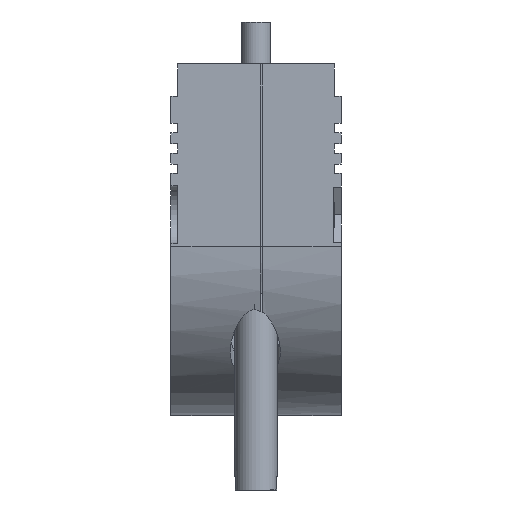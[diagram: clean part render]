
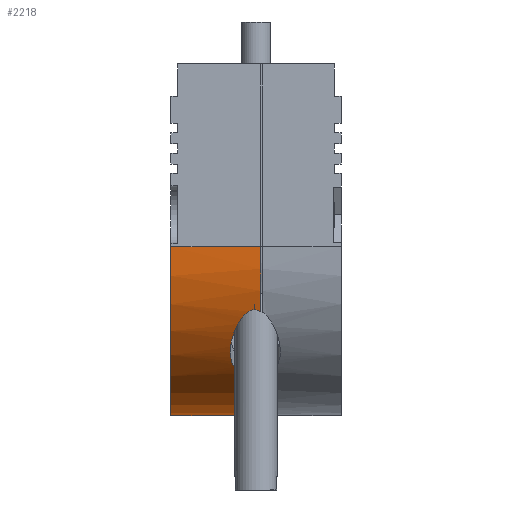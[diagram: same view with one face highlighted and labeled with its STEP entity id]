
A CAD part, left-side view. The second image highlights one B-rep face of the part: STEP entity #2218.
In plain terms, the highlighted cylindrical face has radius 15.875 mm (diameter 31.75 mm), a partial arc.
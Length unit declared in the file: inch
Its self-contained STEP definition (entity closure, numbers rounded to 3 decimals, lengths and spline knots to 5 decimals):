
#194 = FACE_OUTER_BOUND ( 'NONE', #5860, .T. ) ;
#224 = CARTESIAN_POINT ( 'NONE',  ( 0.625, 0., -1.3 ) ) ;
#227 = CARTESIAN_POINT ( 'NONE',  ( 0.04758, 0.04254, -0.9142 ) ) ;
#347 = CARTESIAN_POINT ( 'NONE',  ( 0.20577, 0.0812, -1.13865 ) ) ;
#404 = CARTESIAN_POINT ( 'NONE',  ( 0.13279, 0.11348, -1.06051 ) ) ;
#405 = CARTESIAN_POINT ( 'NONE',  ( 0.22251, 0., -1.15315 ) ) ;
#433 = CIRCLE ( 'NONE', #8556, 0.625 ) ;
#475 = CARTESIAN_POINT ( 'NONE',  ( 0.16413, 0.10852, -1.09723 ) ) ;
#644 = CARTESIAN_POINT ( 'NONE',  ( 0.0455, 0.0271, -0.9091 ) ) ;
#923 = CIRCLE ( 'NONE', #3169, 0.625 ) ;
#941 = VERTEX_POINT ( 'NONE', #1233 ) ;
#1233 = CARTESIAN_POINT ( 'NONE',  ( 0.0455, 0.023, -0.9091 ) ) ;
#1425 = ORIENTED_EDGE ( 'NONE', *, *, #10119, .T. ) ;
#1551 = EDGE_CURVE ( 'NONE', #2991, #3669, #3717, .T. ) ;
#1580 = EDGE_CURVE ( 'Edge18', #1707, #4758, #923, .T. ) ;
#1612 = DIRECTION ( 'NONE',  ( 0., 1., 0. ) ) ;
#1707 = VERTEX_POINT ( 'NONE', #7140 ) ;
#2008 = CARTESIAN_POINT ( 'NONE',  ( 0.17482, 0.10416, -1.10862 ) ) ;
#2113 = CARTESIAN_POINT ( 'NONE',  ( 0.08818, 0.0997, -0.99516 ) ) ;
#2178 = CARTESIAN_POINT ( 'NONE',  ( 0.09222, 0.10204, -1.00184 ) ) ;
#2218 = ADVANCED_FACE ( 'Face4', ( #194 ), #4627, .T. ) ;
#2360 = CARTESIAN_POINT ( 'NONE',  ( 0., 0.3325, -0.675 ) ) ;
#2506 = DIRECTION ( 'NONE',  ( 0., 0., 1. ) ) ;
#2579 = VERTEX_POINT ( 'NONE', #2759 ) ;
#2620 = AXIS2_PLACEMENT_3D ( 'NONE', #10940, #6405, #10883 ) ;
#2759 = CARTESIAN_POINT ( 'NONE',  ( 0.04849, 0., -0.91637 ) ) ;
#2939 = ORIENTED_EDGE ( 'NONE', *, *, #5563, .T. ) ;
#2991 = VERTEX_POINT ( 'NONE', #405 ) ;
#3059 = CARTESIAN_POINT ( 'NONE',  ( 0.06678, 0.08134, -0.95618 ) ) ;
#3169 = AXIS2_PLACEMENT_3D ( 'NONE', #9816, #1612, #9638 ) ;
#3210 = CARTESIAN_POINT ( 'NONE',  ( 0.625, 0., -0.675 ) ) ;
#3327 = CARTESIAN_POINT ( 'NONE',  ( 0.0455, 0.01888, -0.9091 ) ) ;
#3329 = DIRECTION ( 'NONE',  ( 0., 1., 0. ) ) ;
#3421 = DIRECTION ( 'NONE',  ( 0., 1., 0. ) ) ;
#3637 = LINE ( 'NONE', #9627, #5178 ) ;
#3669 = VERTEX_POINT ( 'NONE', #9372 ) ;
#3717 = B_SPLINE_CURVE_WITH_KNOTS ( 'NONE', 3,
 ( #9754, #5191, #7883, #8066 ),
 .UNSPECIFIED., .F., .F.,
 ( 4, 4 ),
 ( 0., 0.00059 ),
 .UNSPECIFIED. ) ;
#3829 = CARTESIAN_POINT ( 'NONE',  ( 0.19578, 0.09098, -1.12954 ) ) ;
#3839 = B_SPLINE_CURVE_WITH_KNOTS ( 'NONE', 3,
 ( #9439, #6792, #4069, #5832, #8447, #347, #3829, #6671, #2008, #475, #6613, #4715, #404, #4000, #4880, #2178, #2113, #8338, #3949, #11143, #3059, #10269, #5769, #7456, #8566, #227, #11207, #10382, #644, #5231 ),
 .UNSPECIFIED., .F., .F.,
 ( 4, 2, 2, 2, 2, 2, 2, 2, 2, 2, 2, 2, 2, 2, 4 ),
 ( 0.00059, 0.00121, 0.00183, 0.00306, 0.00368, 0.0043, 0.00553, 0.00677, 0.00738, 0.008, 0.00862, 0.00924, 0.00985, 0.01016, 0.01047 ),
 .UNSPECIFIED. ) ;
#3949 = CARTESIAN_POINT ( 'NONE',  ( 0.07691, 0.09148, -0.97545 ) ) ;
#4000 = CARTESIAN_POINT ( 'NONE',  ( 0.11368, 0.11085, -1.03476 ) ) ;
#4069 = CARTESIAN_POINT ( 'NONE',  ( 0.22439, 0.03921, -1.15473 ) ) ;
#4089 = ORIENTED_EDGE ( 'NONE', *, *, #4352, .T. ) ;
#4334 = CARTESIAN_POINT ( 'NONE',  ( 0.04759, 0.00342, -0.91421 ) ) ;
#4352 = EDGE_CURVE ( 'NONE', #4452, #2991, #11345, .T. ) ;
#4452 = VERTEX_POINT ( 'NONE', #224 ) ;
#4627 = CYLINDRICAL_SURFACE ( 'NONE', #2620, 0.625 ) ;
#4715 = CARTESIAN_POINT ( 'NONE',  ( 0.1431, 0.11331, -1.07331 ) ) ;
#4758 = VERTEX_POINT ( 'NONE', #2360 ) ;
#4854 = EDGE_CURVE ( 'NONE', #4758, #5008, #8926, .T. ) ;
#4880 = CARTESIAN_POINT ( 'NONE',  ( 0.10474, 0.10809, -1.02171 ) ) ;
#5003 = ORIENTED_EDGE ( 'NONE', *, *, #8695, .T. ) ;
#5008 = VERTEX_POINT ( 'NONE', #7683 ) ;
#5178 = VECTOR ( 'NONE', #8201, 39.37008 ) ;
#5191 = CARTESIAN_POINT ( 'NONE',  ( 0.22448, 0.00745, -1.15481 ) ) ;
#5231 = CARTESIAN_POINT ( 'NONE',  ( 0.0455, 0.023, -0.9091 ) ) ;
#5484 = ORIENTED_EDGE ( 'NONE', *, *, #1580, .F. ) ;
#5563 = EDGE_CURVE ( 'NONE', #2579, #5008, #433, .T. ) ;
#5769 = CARTESIAN_POINT ( 'NONE',  ( 0.0578, 0.06879, -0.93759 ) ) ;
#5832 = CARTESIAN_POINT ( 'NONE',  ( 0.22013, 0.05466, -1.15114 ) ) ;
#5860 = EDGE_LOOP ( 'NONE', ( #4089, #10328, #11377, #1425, #2939, #9330, #5484, #5003 ) ) ;
#6261 = CARTESIAN_POINT ( 'NONE',  ( 0., 0.3325, -0.675 ) ) ;
#6405 = DIRECTION ( 'NONE',  ( 0., -1., 0. ) ) ;
#6613 = CARTESIAN_POINT ( 'NONE',  ( 0.15882, 0.11009, -1.09137 ) ) ;
#6664 = CARTESIAN_POINT ( 'NONE',  ( 0.0455, 0.023, -0.9091 ) ) ;
#6671 = CARTESIAN_POINT ( 'NONE',  ( 0.18021, 0.10136, -1.11414 ) ) ;
#6792 = CARTESIAN_POINT ( 'NONE',  ( 0.2255, 0.03121, -1.15565 ) ) ;
#6943 = CARTESIAN_POINT ( 'NONE',  ( 0.04849, 0., -0.91637 ) ) ;
#7140 = CARTESIAN_POINT ( 'NONE',  ( 0.625, 0.3325, -1.3 ) ) ;
#7456 = CARTESIAN_POINT ( 'NONE',  ( 0.05257, 0.05845, -0.92598 ) ) ;
#7562 = CARTESIAN_POINT ( 'NONE',  ( 0.04684, 0.00702, -0.91241 ) ) ;
#7594 = AXIS2_PLACEMENT_3D ( 'NONE', #9688, #3421, #8930 ) ;
#7630 = B_SPLINE_CURVE_WITH_KNOTS ( 'NONE', 3,
 ( #6664, #3327, #11530, #7562, #4334, #6943 ),
 .UNSPECIFIED., .F., .F.,
 ( 4, 2, 4 ),
 ( 0.01047, 0.01078, 0.01109 ),
 .UNSPECIFIED. ) ;
#7683 = CARTESIAN_POINT ( 'NONE',  ( 0., 0., -0.675 ) ) ;
#7883 = CARTESIAN_POINT ( 'NONE',  ( 0.2255, 0.01512, -1.15565 ) ) ;
#8066 = CARTESIAN_POINT ( 'NONE',  ( 0.2255, 0.023, -1.15565 ) ) ;
#8107 = DIRECTION ( 'NONE',  ( 0., -1., 0. ) ) ;
#8201 = DIRECTION ( 'NONE',  ( 0., -1., 0. ) ) ;
#8338 = CARTESIAN_POINT ( 'NONE',  ( 0.08053, 0.09442, -0.98198 ) ) ;
#8447 = CARTESIAN_POINT ( 'NONE',  ( 0.21708, 0.06175, -1.14855 ) ) ;
#8541 = VECTOR ( 'NONE', #8107, 39.37008 ) ;
#8556 = AXIS2_PLACEMENT_3D ( 'NONE', #3210, #3329, #2506 ) ;
#8566 = CARTESIAN_POINT ( 'NONE',  ( 0.05023, 0.05263, -0.92054 ) ) ;
#8695 = EDGE_CURVE ( 'Edge52', #1707, #4452, #3637, .T. ) ;
#8926 = LINE ( 'NONE', #6261, #8541 ) ;
#8930 = DIRECTION ( 'NONE',  ( 0., 0., 1. ) ) ;
#9330 = ORIENTED_EDGE ( 'NONE', *, *, #4854, .F. ) ;
#9372 = CARTESIAN_POINT ( 'NONE',  ( 0.2255, 0.023, -1.15565 ) ) ;
#9439 = CARTESIAN_POINT ( 'NONE',  ( 0.2255, 0.023, -1.15565 ) ) ;
#9627 = CARTESIAN_POINT ( 'NONE',  ( 0.625, 0.3325, -1.3 ) ) ;
#9638 = DIRECTION ( 'NONE',  ( 0., 0., 1. ) ) ;
#9688 = CARTESIAN_POINT ( 'NONE',  ( 0.625, 0., -0.675 ) ) ;
#9754 = CARTESIAN_POINT ( 'NONE',  ( 0.22251, 0., -1.15315 ) ) ;
#9816 = CARTESIAN_POINT ( 'NONE',  ( 0.625, 0.3325, -0.675 ) ) ;
#10119 = EDGE_CURVE ( 'NONE', #941, #2579, #7630, .T. ) ;
#10269 = CARTESIAN_POINT ( 'NONE',  ( 0.06067, 0.07327, -0.94372 ) ) ;
#10328 = ORIENTED_EDGE ( 'NONE', *, *, #1551, .T. ) ;
#10382 = CARTESIAN_POINT ( 'NONE',  ( 0.04579, 0.03118, -0.90982 ) ) ;
#10883 = DIRECTION ( 'NONE',  ( 0., 0., -1. ) ) ;
#10916 = EDGE_CURVE ( 'NONE', #3669, #941, #3839, .T. ) ;
#10940 = CARTESIAN_POINT ( 'NONE',  ( 0.625, 0.3325, -0.675 ) ) ;
#11143 = CARTESIAN_POINT ( 'NONE',  ( 0.07003, 0.08494, -0.96255 ) ) ;
#11207 = CARTESIAN_POINT ( 'NONE',  ( 0.04683, 0.03891, -0.91238 ) ) ;
#11345 = CIRCLE ( 'NONE', #7594, 0.625 ) ;
#11377 = ORIENTED_EDGE ( 'NONE', *, *, #10916, .T. ) ;
#11530 = CARTESIAN_POINT ( 'NONE',  ( 0.04579, 0.01478, -0.90983 ) ) ;
